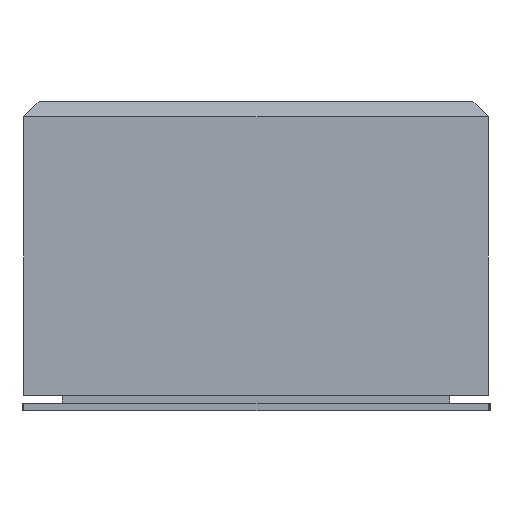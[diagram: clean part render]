
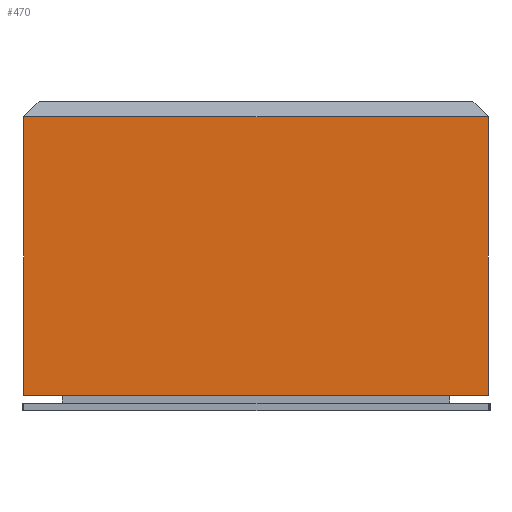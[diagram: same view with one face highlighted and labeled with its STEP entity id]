
A CAD part, left-side view. The second image highlights one B-rep face of the part: STEP entity #470.
In plain terms, the highlighted planar face has unit normal (-1, 0, 0).
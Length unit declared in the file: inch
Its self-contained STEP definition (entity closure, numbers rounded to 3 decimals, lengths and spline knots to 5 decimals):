
#9 = AXIS2_PLACEMENT_3D ( 'NONE', #769, #1188, #1063 ) ;
#36 = CARTESIAN_POINT ( 'NONE',  ( -0.01969, -0.01181, 0.01796 ) ) ;
#102 = CARTESIAN_POINT ( 'NONE',  ( -0.01969, 0.01181, 0.01796 ) ) ;
#116 = LINE ( 'NONE', #102, #718 ) ;
#175 = CARTESIAN_POINT ( 'NONE',  ( -0.01969, 0.01181, 0.00379 ) ) ;
#206 = DIRECTION ( 'NONE',  ( 0., 1., 0. ) ) ;
#211 = EDGE_LOOP ( 'NONE', ( #628, #1263, #1009, #1336 ) ) ;
#269 = VERTEX_POINT ( 'NONE', #1142 ) ;
#300 = VERTEX_POINT ( 'NONE', #1349 ) ;
#368 = EDGE_CURVE ( 'NONE', #426, #269, #1048, .T. ) ;
#426 = VERTEX_POINT ( 'NONE', #1284 ) ;
#470 = ADVANCED_FACE ( 'NONE', ( #644 ), #754, .T. ) ;
#474 = DIRECTION ( 'NONE',  ( 0., 0., -1. ) ) ;
#518 = EDGE_CURVE ( 'NONE', #269, #731, #116, .T. ) ;
#519 = LINE ( 'NONE', #757, #952 ) ;
#617 = EDGE_CURVE ( 'NONE', #426, #300, #990, .T. ) ;
#628 = ORIENTED_EDGE ( 'NONE', *, *, #368, .T. ) ;
#644 = FACE_OUTER_BOUND ( 'NONE', #211, .T. ) ;
#718 = VECTOR ( 'NONE', #1377, 39.37008 ) ;
#731 = VERTEX_POINT ( 'NONE', #175 ) ;
#754 = PLANE ( 'NONE',  #9 ) ;
#757 = CARTESIAN_POINT ( 'NONE',  ( -0.01969, 0.01181, 0.00379 ) ) ;
#769 = CARTESIAN_POINT ( 'NONE',  ( -0.01969, 0.01181, 0.01875 ) ) ;
#952 = VECTOR ( 'NONE', #1170, 39.37008 ) ;
#990 = LINE ( 'NONE', #36, #1047 ) ;
#1006 = VECTOR ( 'NONE', #206, 39.37008 ) ;
#1009 = ORIENTED_EDGE ( 'NONE', *, *, #1287, .T. ) ;
#1047 = VECTOR ( 'NONE', #474, 39.37008 ) ;
#1048 = LINE ( 'NONE', #1165, #1006 ) ;
#1063 = DIRECTION ( 'NONE',  ( 0., 0., 1. ) ) ;
#1142 = CARTESIAN_POINT ( 'NONE',  ( -0.01969, 0.01181, 0.01796 ) ) ;
#1165 = CARTESIAN_POINT ( 'NONE',  ( -0.01969, -0.01181, 0.01796 ) ) ;
#1170 = DIRECTION ( 'NONE',  ( 0., -1., 0. ) ) ;
#1188 = DIRECTION ( 'NONE',  ( -1., 0., 0. ) ) ;
#1263 = ORIENTED_EDGE ( 'NONE', *, *, #518, .T. ) ;
#1284 = CARTESIAN_POINT ( 'NONE',  ( -0.01969, -0.01181, 0.01796 ) ) ;
#1287 = EDGE_CURVE ( 'NONE', #731, #300, #519, .T. ) ;
#1336 = ORIENTED_EDGE ( 'NONE', *, *, #617, .F. ) ;
#1349 = CARTESIAN_POINT ( 'NONE',  ( -0.01969, -0.01181, 0.00379 ) ) ;
#1377 = DIRECTION ( 'NONE',  ( 0., 0., -1. ) ) ;
